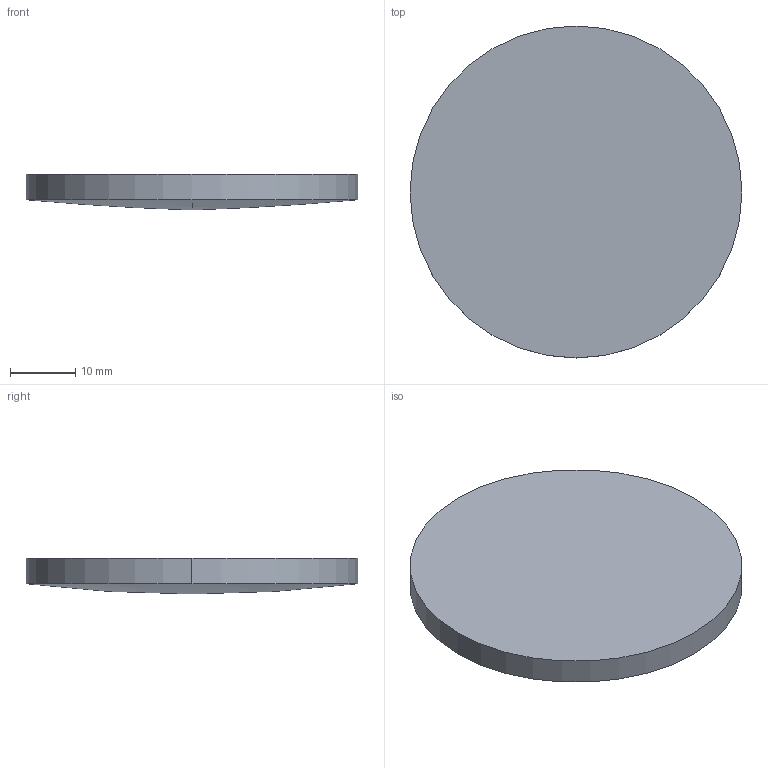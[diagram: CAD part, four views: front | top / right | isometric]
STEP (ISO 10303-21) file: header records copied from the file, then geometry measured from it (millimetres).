
FILE_DESCRIPTION (( 'STEP AP203' ), '1' );
FILE_NAME ('110-0523E BK7 pl-cx 50.8 F400.STEP', '2018-12-21T07:02:35', ( '' ), ( '' ), 'SwSTEP 2.0', 'SolidWorks 2017', '' );
FILE_SCHEMA (( 'CONFIG_CONTROL_DESIGN' ));
Length unit declared in the file: millimetre
Products named in the file (1): 110-0523E BK7 pl-cx 50.8 F400
Bounding box: 50.8 x 50.8 x 5.5 mm (x, y, z)
Volume: 9568.2 mm3; surface area: 4690 mm2
Topology: 1 solids, 1 shells, 5 faces, 9 edges, 6 vertices
Faces by surface type: bspline 2, cylinder 2, plane 1
Entity records: 229 total; most frequent: CARTESIAN_POINT 51, DIRECTION 24, ORIENTED_EDGE 18, AXIS2_PLACEMENT_3D 11, EDGE_CURVE 9, PERSON_AND_ORGANIZATION 8, CIRCLE 7, VERTEX_POINT 6
